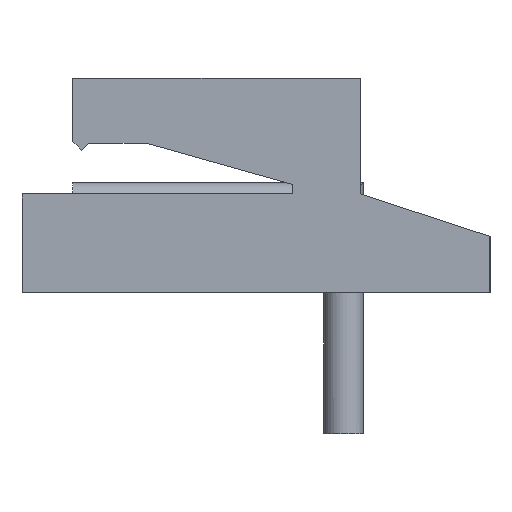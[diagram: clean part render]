
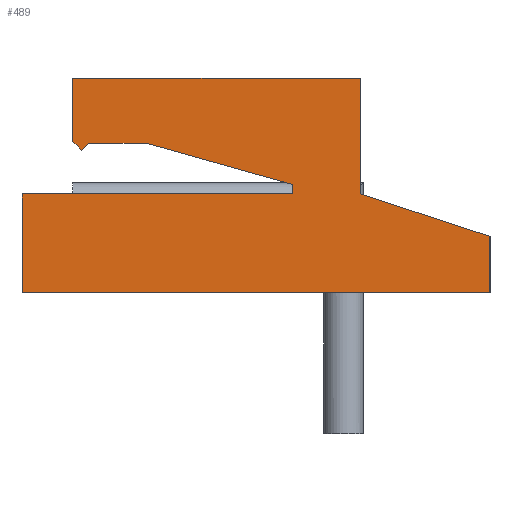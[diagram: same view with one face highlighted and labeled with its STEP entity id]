
A CAD part, left-side view. The second image highlights one B-rep face of the part: STEP entity #489.
In plain terms, the highlighted planar face has unit normal (-1, 0, 0).
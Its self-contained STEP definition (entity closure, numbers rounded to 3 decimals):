
#256 = VERTEX_POINT ( 'NONE', #1750 ) ;
#258 = EDGE_CURVE ( 'NONE', #256, #259, #1749, .T. ) ;
#259 = VERTEX_POINT ( 'NONE', #1745 ) ;
#335 = VERTEX_POINT ( 'NONE', #1902 ) ;
#337 = EDGE_CURVE ( 'NONE', #338, #335, #1901, .T. ) ;
#338 = VERTEX_POINT ( 'NONE', #1897 ) ;
#374 = VERTEX_POINT ( 'NONE', #2002 ) ;
#376 = EDGE_CURVE ( 'NONE', #397, #374, #2000, .T. ) ;
#383 = VERTEX_POINT ( 'NONE', #2034 ) ;
#390 = VERTEX_POINT ( 'NONE', #2023 ) ;
#392 = EDGE_CURVE ( 'NONE', #383, #390, #2021, .T. ) ;
#397 = VERTEX_POINT ( 'NONE', #2052 ) ;
#419 = EDGE_CURVE ( 'NONE', #437, #420, #2115, .T. ) ;
#420 = VERTEX_POINT ( 'NONE', #2111 ) ;
#436 = EDGE_CURVE ( 'NONE', #453, #437, #2166, .T. ) ;
#437 = VERTEX_POINT ( 'NONE', #2162 ) ;
#441 = EDGE_CURVE ( 'NONE', #397, #442, #2157, .T. ) ;
#442 = VERTEX_POINT ( 'NONE', #2205 ) ;
#452 = EDGE_CURVE ( 'NONE', #442, #453, #2231, .T. ) ;
#453 = VERTEX_POINT ( 'NONE', #2227 ) ;
#458 = ORIENTED_EDGE ( 'NONE', *, *, #436, .F. ) ;
#459 = ORIENTED_EDGE ( 'NONE', *, *, #452, .F. ) ;
#474 = ORIENTED_EDGE ( 'NONE', *, *, #475, .T. ) ;
#475 = EDGE_CURVE ( 'NONE', #335, #476, #2244, .T. ) ;
#476 = VERTEX_POINT ( 'NONE', #2240 ) ;
#477 = ORIENTED_EDGE ( 'NONE', *, *, #478, .T. ) ;
#478 = EDGE_CURVE ( 'NONE', #476, #259, #2239, .T. ) ;
#479 = ORIENTED_EDGE ( 'NONE', *, *, #258, .F. ) ;
#480 = ORIENTED_EDGE ( 'NONE', *, *, #481, .F. ) ;
#481 = EDGE_CURVE ( 'NONE', #383, #256, #2294, .T. ) ;
#482 = ORIENTED_EDGE ( 'NONE', *, *, #392, .T. ) ;
#483 = ORIENTED_EDGE ( 'NONE', *, *, #487, .F. ) ;
#484 = ORIENTED_EDGE ( 'NONE', *, *, #419, .F. ) ;
#487 = EDGE_CURVE ( 'NONE', #420, #390, #2290, .T. ) ;
#489 = ADVANCED_FACE ( 'NONE', ( #2285 ), #2270, .F. ) ;
#490 = EDGE_LOOP ( 'NONE', ( #491, #492, #493, #495, #474, #477, #479, #480, #482, #483, #484, #458, #459 ) ) ;
#491 = ORIENTED_EDGE ( 'NONE', *, *, #441, .F. ) ;
#492 = ORIENTED_EDGE ( 'NONE', *, *, #376, .T. ) ;
#493 = ORIENTED_EDGE ( 'NONE', *, *, #494, .T. ) ;
#494 = EDGE_CURVE ( 'NONE', #374, #338, #2269, .T. ) ;
#495 = ORIENTED_EDGE ( 'NONE', *, *, #337, .T. ) ;
#1745 = CARTESIAN_POINT ( 'NONE',  ( 0., 0., 1.75 ) ) ;
#1746 = DIRECTION ( 'NONE',  ( 0., 0., -1. ) ) ;
#1747 = VECTOR ( 'NONE', #1746, 1000. ) ;
#1748 = CARTESIAN_POINT ( 'NONE',  ( 0., 0., 3.8 ) ) ;
#1749 = LINE ( 'NONE', #1748, #1747 ) ;
#1750 = CARTESIAN_POINT ( 'NONE',  ( 0., 0., 3.8 ) ) ;
#1897 = CARTESIAN_POINT ( 'NONE',  ( 0., 6., 0. ) ) ;
#1898 = DIRECTION ( 'NONE',  ( 0., -1., 0. ) ) ;
#1899 = VECTOR ( 'NONE', #1898, 1000. ) ;
#1900 = CARTESIAN_POINT ( 'NONE',  ( 0., 0., 0. ) ) ;
#1901 = LINE ( 'NONE', #1900, #1899 ) ;
#1902 = CARTESIAN_POINT ( 'NONE',  ( 0., -2.3, 0. ) ) ;
#1997 = DIRECTION ( 'NONE',  ( 0., 1., 0. ) ) ;
#1998 = VECTOR ( 'NONE', #1997, 1000. ) ;
#1999 = CARTESIAN_POINT ( 'NONE',  ( 0., 6., 1.75 ) ) ;
#2000 = LINE ( 'NONE', #1999, #1998 ) ;
#2002 = CARTESIAN_POINT ( 'NONE',  ( 0., 6., 1.75 ) ) ;
#2018 = DIRECTION ( 'NONE',  ( 0., 0., -1. ) ) ;
#2019 = VECTOR ( 'NONE', #2018, 1000. ) ;
#2020 = CARTESIAN_POINT ( 'NONE',  ( 0., 5.1, 3.8 ) ) ;
#2021 = LINE ( 'NONE', #2020, #2019 ) ;
#2023 = CARTESIAN_POINT ( 'NONE',  ( 0., 5.1, 2.681 ) ) ;
#2034 = CARTESIAN_POINT ( 'NONE',  ( 0., 5.1, 3.8 ) ) ;
#2052 = CARTESIAN_POINT ( 'NONE',  ( 0., 1.2, 1.75 ) ) ;
#2111 = CARTESIAN_POINT ( 'NONE',  ( 0., 4.945, 2.526 ) ) ;
#2112 = DIRECTION ( 'NONE',  ( 0., 0.707, -0.707 ) ) ;
#2113 = VECTOR ( 'NONE', #2112, 1000. ) ;
#2114 = CARTESIAN_POINT ( 'NONE',  ( 0., 1.836, 5.636 ) ) ;
#2115 = LINE ( 'NONE', #2114, #2113 ) ;
#2154 = DIRECTION ( 'NONE',  ( 0., 0., 1. ) ) ;
#2155 = VECTOR ( 'NONE', #2154, 1000. ) ;
#2156 = CARTESIAN_POINT ( 'NONE',  ( 0., 1.2, 3.8 ) ) ;
#2157 = LINE ( 'NONE', #2156, #2155 ) ;
#2162 = CARTESIAN_POINT ( 'NONE',  ( 0., 4.821, 2.651 ) ) ;
#2163 = DIRECTION ( 'NONE',  ( 0., 1., 0. ) ) ;
#2164 = VECTOR ( 'NONE', #2163, 1000. ) ;
#2165 = CARTESIAN_POINT ( 'NONE',  ( 0., 0., 2.651 ) ) ;
#2166 = LINE ( 'NONE', #2165, #2164 ) ;
#2205 = CARTESIAN_POINT ( 'NONE',  ( 0., 1.2, 1.918 ) ) ;
#2227 = CARTESIAN_POINT ( 'NONE',  ( 0., 3.795, 2.651 ) ) ;
#2228 = DIRECTION ( 'NONE',  ( 0., 0.962, 0.272 ) ) ;
#2229 = VECTOR ( 'NONE', #2228, 1000. ) ;
#2230 = CARTESIAN_POINT ( 'NONE',  ( 0., 0.58, 1.744 ) ) ;
#2231 = LINE ( 'NONE', #2230, #2229 ) ;
#2236 = DIRECTION ( 'NONE',  ( 0., 0.951, 0.31 ) ) ;
#2237 = VECTOR ( 'NONE', #2236, 1000. ) ;
#2238 = CARTESIAN_POINT ( 'NONE',  ( 0., 0., 1.75 ) ) ;
#2239 = LINE ( 'NONE', #2238, #2237 ) ;
#2240 = CARTESIAN_POINT ( 'NONE',  ( 0., -2.3, 1. ) ) ;
#2241 = DIRECTION ( 'NONE',  ( 0., 0., 1. ) ) ;
#2242 = VECTOR ( 'NONE', #2241, 1000. ) ;
#2243 = CARTESIAN_POINT ( 'NONE',  ( 0., -2.3, 1. ) ) ;
#2244 = LINE ( 'NONE', #2243, #2242 ) ;
#2267 = CARTESIAN_POINT ( 'NONE',  ( 0., 0., 3.8 ) ) ;
#2268 = AXIS2_PLACEMENT_3D ( 'NONE', #2267, #2328, #2327 ) ;
#2269 = LINE ( 'NONE', #2326, #2325 ) ;
#2270 = PLANE ( 'NONE',  #2268 ) ;
#2285 = FACE_OUTER_BOUND ( 'NONE', #490, .T. ) ;
#2286 = DIRECTION ( 'NONE',  ( 0., 0.707, 0.707 ) ) ;
#2287 = VECTOR ( 'NONE', #2286, 1000. ) ;
#2288 = CARTESIAN_POINT ( 'NONE',  ( 0., 3.109, 0.691 ) ) ;
#2290 = LINE ( 'NONE', #2288, #2287 ) ;
#2291 = DIRECTION ( 'NONE',  ( 0., -1., 0. ) ) ;
#2292 = VECTOR ( 'NONE', #2291, 1000. ) ;
#2293 = CARTESIAN_POINT ( 'NONE',  ( 0., 0., 3.8 ) ) ;
#2294 = LINE ( 'NONE', #2293, #2292 ) ;
#2324 = DIRECTION ( 'NONE',  ( 0., 0., -1. ) ) ;
#2325 = VECTOR ( 'NONE', #2324, 1000. ) ;
#2326 = CARTESIAN_POINT ( 'NONE',  ( 0., 6., 3.8 ) ) ;
#2327 = DIRECTION ( 'NONE',  ( 0., 0., -1. ) ) ;
#2328 = DIRECTION ( 'NONE',  ( 1., 0., 0. ) ) ;
